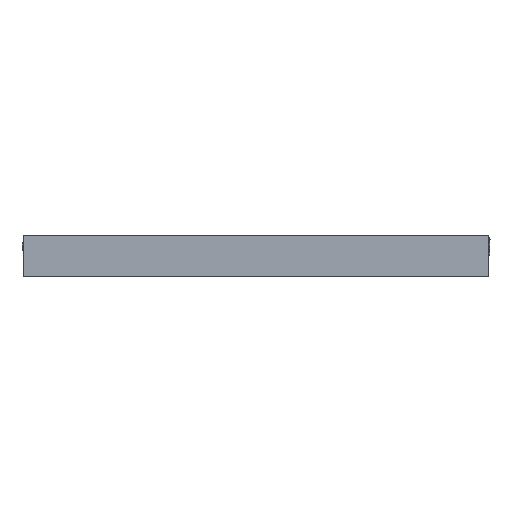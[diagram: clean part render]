
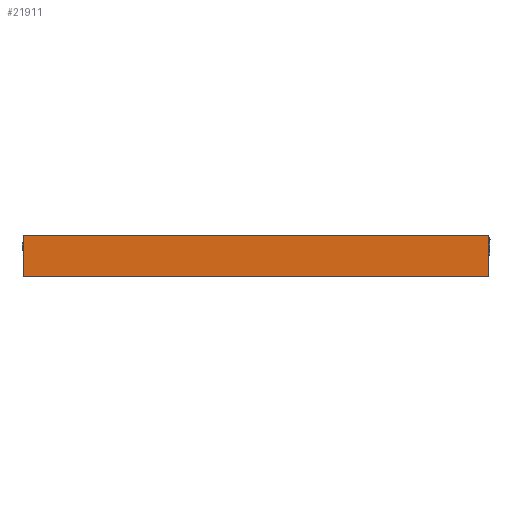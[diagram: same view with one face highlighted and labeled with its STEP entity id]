
A CAD part, front view. The second image highlights one B-rep face of the part: STEP entity #21911.
In plain terms, the highlighted planar face has unit normal (0, -1, 0).
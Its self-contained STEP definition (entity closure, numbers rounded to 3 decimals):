
#654 = EDGE_CURVE ( 'NONE', #21210, #16205, #11288, .T. ) ;
#955 = EDGE_CURVE ( 'NONE', #20776, #21210, #19044, .T. ) ;
#1599 = DIRECTION ( 'NONE',  ( 0., 0., -1. ) ) ;
#2094 = ORIENTED_EDGE ( 'NONE', *, *, #654, .T. ) ;
#3541 = LINE ( 'NONE', #7544, #21486 ) ;
#4758 = CARTESIAN_POINT ( 'NONE',  ( 109.05, -43.84, -19. ) ) ;
#7192 = CARTESIAN_POINT ( 'NONE',  ( 109.05, -43.84, -19. ) ) ;
#7221 = CARTESIAN_POINT ( 'NONE',  ( -109.05, -43.84, -19. ) ) ;
#7544 = CARTESIAN_POINT ( 'NONE',  ( -109.05, -43.84, 0.5 ) ) ;
#8086 = VECTOR ( 'NONE', #15983, 1000. ) ;
#9555 = DIRECTION ( 'NONE',  ( 0., 0., 1. ) ) ;
#9962 = AXIS2_PLACEMENT_3D ( 'NONE', #17238, #17636, #1599 ) ;
#11288 = LINE ( 'NONE', #7192, #14822 ) ;
#13579 = CARTESIAN_POINT ( 'NONE',  ( 109.05, -43.84, 0.5 ) ) ;
#14822 = VECTOR ( 'NONE', #9555, 1000. ) ;
#15769 = CARTESIAN_POINT ( 'NONE',  ( -109.05, -43.84, -19. ) ) ;
#15983 = DIRECTION ( 'NONE',  ( 1., 0., 0. ) ) ;
#16205 = VERTEX_POINT ( 'NONE', #13579 ) ;
#17238 = CARTESIAN_POINT ( 'NONE',  ( -109.05, -43.84, -19. ) ) ;
#17636 = DIRECTION ( 'NONE',  ( 0., -1., 0. ) ) ;
#18165 = ORIENTED_EDGE ( 'NONE', *, *, #29007, .F. ) ;
#19044 = LINE ( 'NONE', #7221, #8086 ) ;
#19069 = DIRECTION ( 'NONE',  ( 1., 0., 0. ) ) ;
#20430 = CARTESIAN_POINT ( 'NONE',  ( -109.05, -43.84, -19. ) ) ;
#20507 = CARTESIAN_POINT ( 'NONE',  ( -109.05, -43.84, 0.5 ) ) ;
#20776 = VERTEX_POINT ( 'NONE', #20430 ) ;
#21082 = VECTOR ( 'NONE', #27087, 1000. ) ;
#21210 = VERTEX_POINT ( 'NONE', #4758 ) ;
#21260 = ORIENTED_EDGE ( 'NONE', *, *, #23798, .F. ) ;
#21486 = VECTOR ( 'NONE', #19069, 1000. ) ;
#21643 = PLANE ( 'NONE',  #9962 ) ;
#21911 = ADVANCED_FACE ( 'NONE', ( #26097 ), #21643, .T. ) ;
#22702 = ORIENTED_EDGE ( 'NONE', *, *, #955, .T. ) ;
#23798 = EDGE_CURVE ( 'NONE', #27314, #16205, #3541, .T. ) ;
#25297 = LINE ( 'NONE', #15769, #21082 ) ;
#26097 = FACE_OUTER_BOUND ( 'NONE', #26945, .T. ) ;
#26945 = EDGE_LOOP ( 'NONE', ( #2094, #21260, #18165, #22702 ) ) ;
#27087 = DIRECTION ( 'NONE',  ( 0., 0., 1. ) ) ;
#27314 = VERTEX_POINT ( 'NONE', #20507 ) ;
#29007 = EDGE_CURVE ( 'NONE', #20776, #27314, #25297, .T. ) ;
